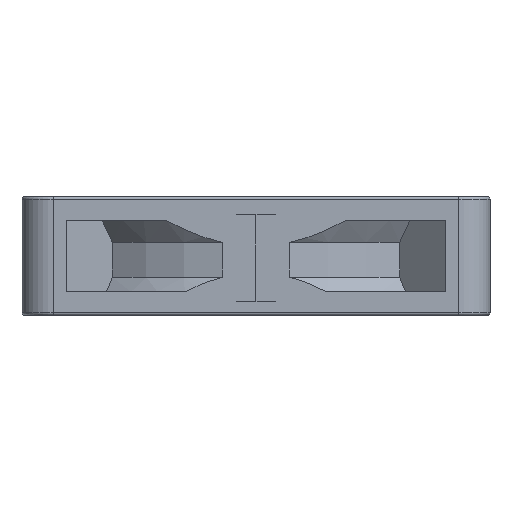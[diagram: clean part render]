
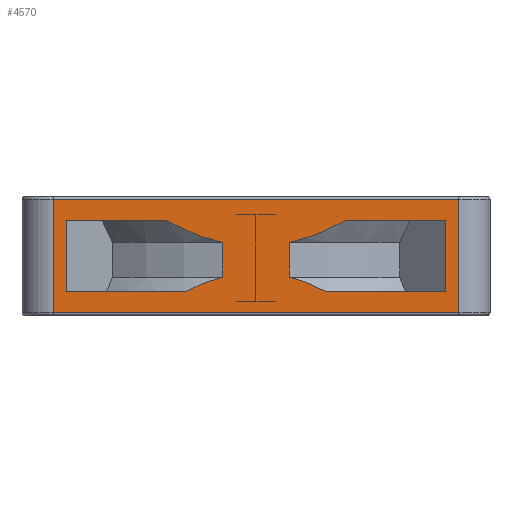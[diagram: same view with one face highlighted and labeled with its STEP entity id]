
A CAD part, left-side view. The second image highlights one B-rep face of the part: STEP entity #4570.
In plain terms, the highlighted planar face has unit normal (-1, 0, 0).
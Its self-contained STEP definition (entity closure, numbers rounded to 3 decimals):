
#728=DIRECTION('',(0.,0.,-1.));
#729=VECTOR('',#728,14.6);
#730=CARTESIAN_POINT('',(-30.,26.,7.4));
#731=LINE('',#730,#729);
#747=DIRECTION('',(0.,-1.,0.));
#748=VECTOR('',#747,52.);
#749=CARTESIAN_POINT('',(-30.,26.,-7.2));
#750=LINE('',#749,#748);
#755=DIRECTION('',(0.,1.,0.));
#756=VECTOR('',#755,12.783);
#757=CARTESIAN_POINT('',(-30.,11.56,4.7));
#758=LINE('',#757,#756);
#759=DIRECTION('',(0.,0.,-1.));
#760=VECTOR('',#759,9.2);
#761=CARTESIAN_POINT('',(-30.,24.343,4.7));
#762=LINE('',#761,#760);
#763=DIRECTION('',(0.,-1.,0.));
#764=VECTOR('',#763,15.245);
#765=CARTESIAN_POINT('',(-30.,24.343,-4.5));
#766=LINE('',#765,#764);
#767=CARTESIAN_POINT('',(-30.,4.253,1.831));
#768=CARTESIAN_POINT('',(-30.,5.132,2.022));
#769=CARTESIAN_POINT('',(-30.,6.839,2.511));
#770=CARTESIAN_POINT('',(-30.,9.217,3.47));
#771=CARTESIAN_POINT('',(-30.,10.785,4.268));
#772=CARTESIAN_POINT('',(-30.,11.56,4.7));
#774=DIRECTION('',(0.,-1.,0.));
#775=VECTOR('',#774,15.245);
#776=CARTESIAN_POINT('',(-30.,-9.098,-4.5));
#777=LINE('',#776,#775);
#778=DIRECTION('',(0.,1.,0.));
#779=VECTOR('',#778,12.783);
#780=CARTESIAN_POINT('',(-30.,-24.343,4.7));
#781=LINE('',#780,#779);
#782=CARTESIAN_POINT('',(-30.,-11.56,4.7));
#783=CARTESIAN_POINT('',(-30.,-10.784,4.268));
#784=CARTESIAN_POINT('',(-30.,-9.215,3.469));
#785=CARTESIAN_POINT('',(-30.,-6.835,2.51));
#786=CARTESIAN_POINT('',(-30.,-5.13,2.022));
#787=CARTESIAN_POINT('',(-30.,-4.253,1.831));
#789=DIRECTION('',(0.,1.,0.));
#790=VECTOR('',#789,52.);
#791=CARTESIAN_POINT('',(-30.,-26.,7.4));
#792=LINE('',#791,#790);
#812=DIRECTION('',(0.,0.,1.));
#813=VECTOR('',#812,14.6);
#814=CARTESIAN_POINT('',(-30.,-26.,-7.2));
#815=LINE('',#814,#813);
#2631=CARTESIAN_POINT('',(-30.,4.253,-2.611));
#2632=CARTESIAN_POINT('',(-30.,4.766,-2.741));
#2633=CARTESIAN_POINT('',(-30.,5.808,-3.05));
#2634=CARTESIAN_POINT('',(-30.,7.413,-3.671));
#2635=CARTESIAN_POINT('',(-30.,8.53,-4.203));
#2636=CARTESIAN_POINT('',(-30.,9.098,-4.5));
#2642=DIRECTION('',(0.,0.,-1.));
#2643=VECTOR('',#2642,4.443);
#2644=CARTESIAN_POINT('',(-30.,4.253,1.831));
#2645=LINE('',#2644,#2643);
#2667=DIRECTION('',(0.,0.,-1.));
#2668=VECTOR('',#2667,9.2);
#2669=CARTESIAN_POINT('',(-30.,-24.343,4.7));
#2670=LINE('',#2669,#2668);
#2696=DIRECTION('',(0.,0.,1.));
#2697=VECTOR('',#2696,4.443);
#2698=CARTESIAN_POINT('',(-30.,-4.253,-2.611));
#2699=LINE('',#2698,#2697);
#2707=CARTESIAN_POINT('',(-30.,-9.098,-4.5));
#2708=CARTESIAN_POINT('',(-30.,-8.528,-4.202));
#2709=CARTESIAN_POINT('',(-30.,-7.406,-3.668));
#2710=CARTESIAN_POINT('',(-30.,-5.801,-3.048));
#2711=CARTESIAN_POINT('',(-30.,-4.762,-2.74));
#2712=CARTESIAN_POINT('',(-30.,-4.253,-2.611));
#3247=CARTESIAN_POINT('',(-30.,24.343,4.7));
#3249=VERTEX_POINT('',#3247);
#3250=CARTESIAN_POINT('',(-30.,11.56,4.7));
#3251=VERTEX_POINT('',#3250);
#3264=CARTESIAN_POINT('',(-30.,-24.343,4.7));
#3266=VERTEX_POINT('',#3264);
#3268=CARTESIAN_POINT('',(-30.,-11.56,4.7));
#3269=VERTEX_POINT('',#3268);
#3289=CARTESIAN_POINT('',(-30.,24.343,-4.5));
#3291=VERTEX_POINT('',#3289);
#3293=CARTESIAN_POINT('',(-30.,9.098,-4.5));
#3294=VERTEX_POINT('',#3293);
#3308=CARTESIAN_POINT('',(-30.,-24.343,-4.5));
#3310=VERTEX_POINT('',#3308);
#3311=CARTESIAN_POINT('',(-30.,-9.098,-4.5));
#3312=VERTEX_POINT('',#3311);
#3358=VERTEX_POINT('',#767);
#3363=CARTESIAN_POINT('',(-30.,-4.253,1.831));
#3364=VERTEX_POINT('',#3363);
#3367=CARTESIAN_POINT('',(-30.,26.,-7.2));
#3368=CARTESIAN_POINT('',(-30.,-26.,-7.2));
#3369=VERTEX_POINT('',#3367);
#3370=VERTEX_POINT('',#3368);
#3371=CARTESIAN_POINT('',(-30.,26.,7.4));
#3372=VERTEX_POINT('',#3371);
#3373=CARTESIAN_POINT('',(-30.,-26.,7.4));
#3374=VERTEX_POINT('',#3373);
#3375=VERTEX_POINT('',#2631);
#3376=CARTESIAN_POINT('',(-30.,-4.253,-2.611));
#3377=VERTEX_POINT('',#3376);
#4529=CARTESIAN_POINT('',(-30.,30.,-7.5));
#4530=DIRECTION('',(1.,0.,0.));
#4531=DIRECTION('',(0.,-1.,0.));
#4532=AXIS2_PLACEMENT_3D('',#4529,#4530,#4531);
#4533=PLANE('',#4532);
#4534=ORIENTED_EDGE('',*,*,#4520,.F.);
#4535=ORIENTED_EDGE('',*,*,#4497,.F.);
#4537=ORIENTED_EDGE('',*,*,#4536,.F.);
#4539=ORIENTED_EDGE('',*,*,#4538,.F.);
#4540=EDGE_LOOP('',(#4534,#4535,#4537,#4539));
#4541=FACE_OUTER_BOUND('',#4540,.F.);
#4543=ORIENTED_EDGE('',*,*,#4542,.T.);
#4545=ORIENTED_EDGE('',*,*,#4544,.T.);
#4547=ORIENTED_EDGE('',*,*,#4546,.T.);
#4549=ORIENTED_EDGE('',*,*,#4548,.F.);
#4551=ORIENTED_EDGE('',*,*,#4550,.F.);
#4553=ORIENTED_EDGE('',*,*,#4552,.T.);
#4554=EDGE_LOOP('',(#4543,#4545,#4547,#4549,#4551,#4553));
#4555=FACE_BOUND('',#4554,.F.);
#4557=ORIENTED_EDGE('',*,*,#4556,.T.);
#4559=ORIENTED_EDGE('',*,*,#4558,.F.);
#4561=ORIENTED_EDGE('',*,*,#4560,.T.);
#4563=ORIENTED_EDGE('',*,*,#4562,.T.);
#4565=ORIENTED_EDGE('',*,*,#4564,.F.);
#4567=ORIENTED_EDGE('',*,*,#4566,.F.);
#4568=EDGE_LOOP('',(#4557,#4559,#4561,#4563,#4565,#4567));
#4569=FACE_BOUND('',#4568,.F.);
#4570=ADVANCED_FACE('',(#4541,#4555,#4569),#4533,.F.);
#773=B_SPLINE_CURVE_WITH_KNOTS('',3,(#767,#768,#769,#770,#771,#772),
.UNSPECIFIED.,.F.,.F.,(4,1,1,4),(0.,0.333,0.667,1.),
.UNSPECIFIED.);
#788=B_SPLINE_CURVE_WITH_KNOTS('',3,(#782,#783,#784,#785,#786,#787),
.UNSPECIFIED.,.F.,.F.,(4,1,1,4),(0.,0.333,0.667,1.),
.UNSPECIFIED.);
#2637=B_SPLINE_CURVE_WITH_KNOTS('',3,(#2631,#2632,#2633,#2634,#2635,#2636),
.UNSPECIFIED.,.F.,.F.,(4,1,1,4),(0.,0.333,0.667,1.),
.UNSPECIFIED.);
#2713=B_SPLINE_CURVE_WITH_KNOTS('',3,(#2707,#2708,#2709,#2710,#2711,#2712),
.UNSPECIFIED.,.F.,.F.,(4,1,1,4),(0.,0.333,0.667,1.),
.UNSPECIFIED.);
#4497=EDGE_CURVE('',#3372,#3369,#731,.T.);
#4520=EDGE_CURVE('',#3369,#3370,#750,.T.);
#4536=EDGE_CURVE('',#3374,#3372,#792,.T.);
#4538=EDGE_CURVE('',#3370,#3374,#815,.T.);
#4542=EDGE_CURVE('',#3251,#3249,#758,.T.);
#4544=EDGE_CURVE('',#3249,#3291,#762,.T.);
#4546=EDGE_CURVE('',#3291,#3294,#766,.T.);
#4548=EDGE_CURVE('',#3375,#3294,#2637,.T.);
#4550=EDGE_CURVE('',#3358,#3375,#2645,.T.);
#4552=EDGE_CURVE('',#3358,#3251,#773,.T.);
#4556=EDGE_CURVE('',#3312,#3310,#777,.T.);
#4558=EDGE_CURVE('',#3266,#3310,#2670,.T.);
#4560=EDGE_CURVE('',#3266,#3269,#781,.T.);
#4562=EDGE_CURVE('',#3269,#3364,#788,.T.);
#4564=EDGE_CURVE('',#3377,#3364,#2699,.T.);
#4566=EDGE_CURVE('',#3312,#3377,#2713,.T.);
